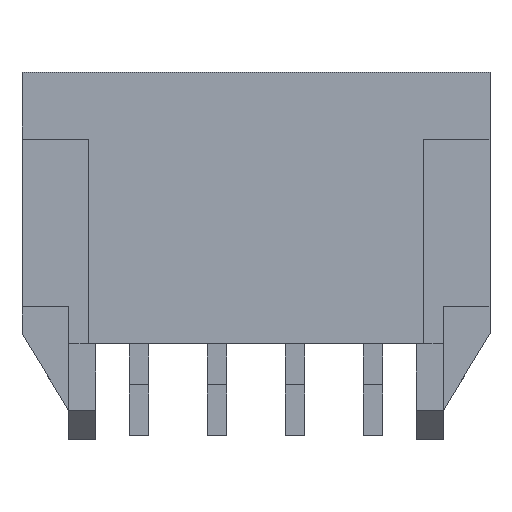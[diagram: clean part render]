
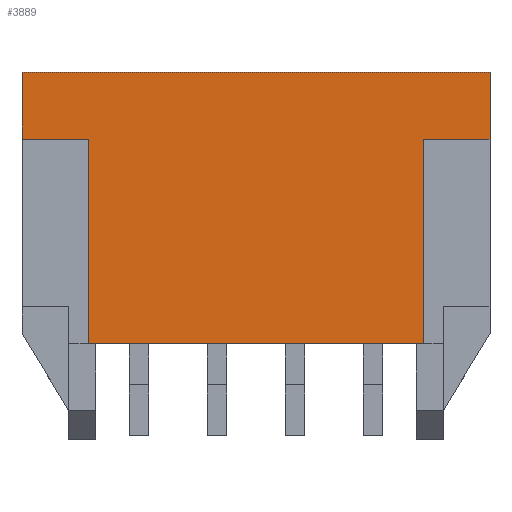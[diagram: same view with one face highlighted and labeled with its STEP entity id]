
A CAD part, top view. The second image highlights one B-rep face of the part: STEP entity #3889.
In plain terms, the highlighted planar face has unit normal (0, 0, 1).
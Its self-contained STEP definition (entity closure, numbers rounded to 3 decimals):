
#181=DIRECTION('',(1.,0.,0.));
#182=VECTOR('',#181,8.6);
#183=CARTESIAN_POINT('',(-4.3,-2.05,3.26));
#184=LINE('',#183,#182);
#473=DIRECTION('',(0.,1.,0.));
#474=VECTOR('',#473,5.241);
#475=CARTESIAN_POINT('',(4.3,-2.05,3.26));
#476=LINE('',#475,#474);
#485=DIRECTION('',(-1.,0.,0.));
#486=VECTOR('',#485,1.7);
#487=CARTESIAN_POINT('',(-4.3,3.191,3.26));
#488=LINE('',#487,#486);
#489=DIRECTION('',(0.,1.,0.));
#490=VECTOR('',#489,1.709);
#491=CARTESIAN_POINT('',(-6.,3.191,3.26));
#492=LINE('',#491,#490);
#493=DIRECTION('',(0.,1.,0.));
#494=VECTOR('',#493,5.241);
#495=CARTESIAN_POINT('',(-4.3,-2.05,3.26));
#496=LINE('',#495,#494);
#517=DIRECTION('',(-1.,0.,0.));
#518=VECTOR('',#517,12.);
#519=CARTESIAN_POINT('',(6.,4.9,3.26));
#520=LINE('',#519,#518);
#921=DIRECTION('',(0.,1.,0.));
#922=VECTOR('',#921,1.709);
#923=CARTESIAN_POINT('',(6.,3.191,3.26));
#924=LINE('',#923,#922);
#1305=DIRECTION('',(1.,0.,0.));
#1306=VECTOR('',#1305,1.7);
#1307=CARTESIAN_POINT('',(4.3,3.191,3.26));
#1308=LINE('',#1307,#1306);
#2509=CARTESIAN_POINT('',(6.,4.9,3.26));
#2510=CARTESIAN_POINT('',(-6.,4.9,3.26));
#2511=VERTEX_POINT('',#2509);
#2512=VERTEX_POINT('',#2510);
#2513=CARTESIAN_POINT('',(-6.,3.191,3.26));
#2514=VERTEX_POINT('',#2513);
#2515=CARTESIAN_POINT('',(-4.3,3.191,3.26));
#2516=VERTEX_POINT('',#2515);
#2517=CARTESIAN_POINT('',(-4.3,-2.05,3.26));
#2518=VERTEX_POINT('',#2517);
#2519=CARTESIAN_POINT('',(4.3,-2.05,3.26));
#2520=VERTEX_POINT('',#2519);
#2521=CARTESIAN_POINT('',(4.3,3.191,3.26));
#2522=VERTEX_POINT('',#2521);
#2523=CARTESIAN_POINT('',(6.,3.191,3.26));
#2524=VERTEX_POINT('',#2523);
#3869=CARTESIAN_POINT('',(-3.95,4.9,3.26));
#3870=DIRECTION('',(0.,0.,-1.));
#3871=DIRECTION('',(-1.,0.,0.));
#3872=AXIS2_PLACEMENT_3D('',#3869,#3870,#3871);
#3873=PLANE('',#3872);
#3875=ORIENTED_EDGE('',*,*,#3874,.T.);
#3876=ORIENTED_EDGE('',*,*,#3370,.T.);
#3878=ORIENTED_EDGE('',*,*,#3877,.F.);
#3880=ORIENTED_EDGE('',*,*,#3879,.F.);
#3882=ORIENTED_EDGE('',*,*,#3881,.F.);
#3883=ORIENTED_EDGE('',*,*,#3860,.F.);
#3884=ORIENTED_EDGE('',*,*,#3449,.F.);
#3886=ORIENTED_EDGE('',*,*,#3885,.T.);
#3887=EDGE_LOOP('',(#3875,#3876,#3878,#3880,#3882,#3883,#3884,#3886));
#3888=FACE_OUTER_BOUND('',#3887,.F.);
#3889=ADVANCED_FACE('',(#3888),#3873,.F.);
#3370=EDGE_CURVE('',#2514,#2512,#492,.T.);
#3449=EDGE_CURVE('',#2518,#2520,#184,.T.);
#3860=EDGE_CURVE('',#2520,#2522,#476,.T.);
#3874=EDGE_CURVE('',#2516,#2514,#488,.T.);
#3877=EDGE_CURVE('',#2511,#2512,#520,.T.);
#3879=EDGE_CURVE('',#2524,#2511,#924,.T.);
#3881=EDGE_CURVE('',#2522,#2524,#1308,.T.);
#3885=EDGE_CURVE('',#2518,#2516,#496,.T.);
